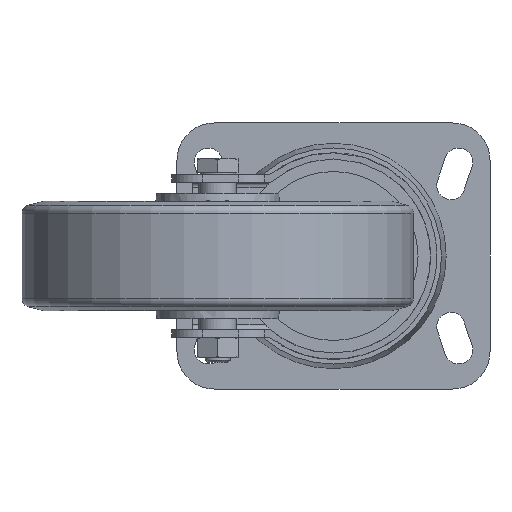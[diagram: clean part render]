
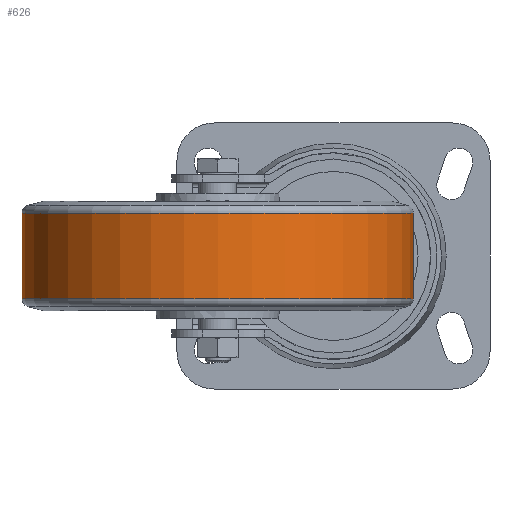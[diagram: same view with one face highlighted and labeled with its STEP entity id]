
A CAD part, front view. The second image highlights one B-rep face of the part: STEP entity #626.
In plain terms, the highlighted cylindrical face has radius 62.5 mm (diameter 125 mm), a full revolution.
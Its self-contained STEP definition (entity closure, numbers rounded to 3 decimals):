
#626 = ADVANCED_FACE( '', ( #1388, #1389 ), #1390, .T. );
#1388 = FACE_OUTER_BOUND( '', #2408, .T. );
#1389 = FACE_OUTER_BOUND( '', #2409, .T. );
#1390 = CYLINDRICAL_SURFACE( '', #2410, 62.5 );
#2408 = EDGE_LOOP( '', ( #3897 ) );
#2409 = EDGE_LOOP( '', ( #3898 ) );
#2410 = AXIS2_PLACEMENT_3D( '', #3899, #3900, #3901 );
#3897 = ORIENTED_EDGE( '', *, *, #6047, .T. );
#3898 = ORIENTED_EDGE( '', *, *, #6085, .F. );
#3899 = CARTESIAN_POINT( '', ( 37.5, 0., 0. ) );
#3900 = DIRECTION( '', ( -1., 0., 0. ) );
#3901 = DIRECTION( '', ( 0., 0., -1. ) );
#6047 = EDGE_CURVE( '', #7236, #7236, #7237, .T. );
#6085 = EDGE_CURVE( '', #7296, #7296, #7297, .T. );
#7236 = VERTEX_POINT( '', #8965 );
#7237 = CIRCLE( '', #8966, 62.5 );
#7296 = VERTEX_POINT( '', #9105 );
#7297 = CIRCLE( '', #9106, 62.5 );
#8965 = CARTESIAN_POINT( '', ( 6.294, 0., -62.5 ) );
#8966 = AXIS2_PLACEMENT_3D( '', #10822, #10823, #10824 );
#9105 = CARTESIAN_POINT( '', ( 33.706, 0., -62.5 ) );
#9106 = AXIS2_PLACEMENT_3D( '', #10876, #10877, #10878 );
#10822 = CARTESIAN_POINT( '', ( 6.294, 0., 0. ) );
#10823 = DIRECTION( '', ( 1., 0., 0. ) );
#10824 = DIRECTION( '', ( 0., 0., -1. ) );
#10876 = CARTESIAN_POINT( '', ( 33.706, 0., 0. ) );
#10877 = DIRECTION( '', ( 1., 0., 0. ) );
#10878 = DIRECTION( '', ( 0., 0., -1. ) );
